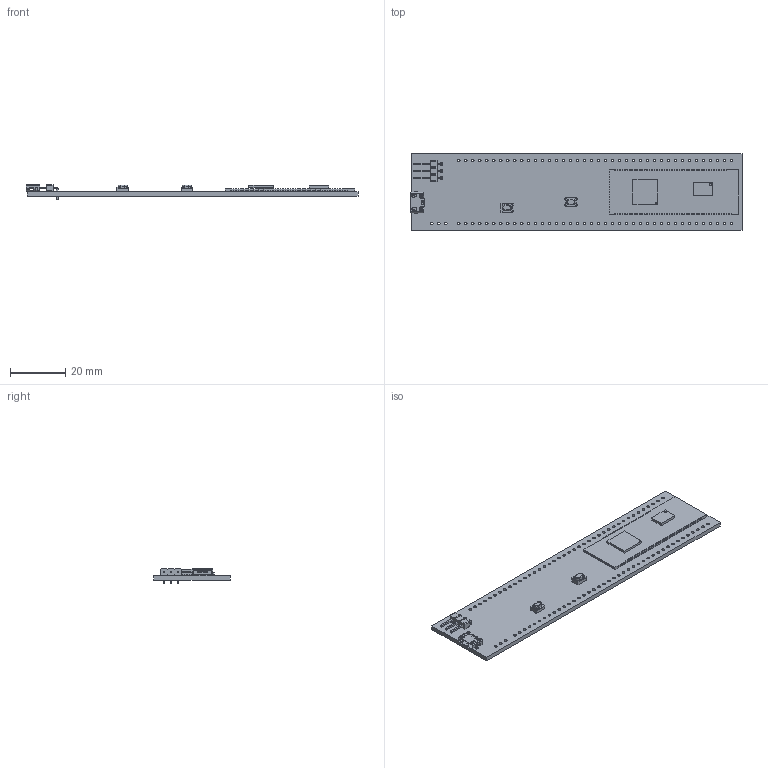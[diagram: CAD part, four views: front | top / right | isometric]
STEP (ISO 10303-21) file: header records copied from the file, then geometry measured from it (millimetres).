
FILE_DESCRIPTION(/* description */ (''),/* implementation_level */ '2;1');
FILE_NAME(/* name */ 'Cy8CProto_062_4343W NoPins.step',/* time_stamp */ '2022-01-24T18:39:52-05:00',/* author */ (''),/* organization */ (''),/* preprocessor_version */ 'ST-DEVELOPER v18.1',/* originating_system */ 'Autodesk Translation Framework v10.13.0.1454',/* authorisation */ '');
FILE_SCHEMA (('AUTOMOTIVE_DESIGN { 1 0 10303 214 3 1 1 }'));
Length unit declared in the file: millimetre
Products named in the file (9): Cy8CProto_062_4343W NoPins; 10118192-002lfc; SOLID; PinHeader_1x03_P2.54mm_Horizontal; SOLID (2); Cy8CMod_062_4343W_v2; COMPOUND; COMPOUND (1); Tactile_Switch_3_2x4_2 v2
Assembly tree (9 placements, depth 3):
  Cy8CProto_062_4343W NoPins
    10118192-002lfc
      SOLID
    PinHeader_1x03_P2.54mm_Horizontal
      SOLID (2)
    Cy8CMod_062_4343W_v2
      COMPOUND
    COMPOUND (1)
    Tactile_Switch_3_2x4_2 v2  x2
Bounding box: 120.54 x 27.94 x 5.68 mm (x, y, z)
Volume: 6263.7 mm3; surface area: 10049.9 mm2
Topology: 28 solids, 28 shells, 1315 faces, 3584 edges, 2328 vertices
Faces by surface type: plane 797, cylinder 440, sphere 40, cone 20, bspline 10, torus 8
Full cylindrical faces by diameter (mm): 0.4 x1, 0.45 x2, 0.8 x1, 1 x86
Entity records: 41832 total; most frequent: CARTESIAN_POINT 8850, DIRECTION 6776, ORIENTED_EDGE 6760, EDGE_CURVE 3380, LINE 2368, VECTOR 2368, VERTEX_POINT 2220, AXIS2_PLACEMENT_3D 2204
